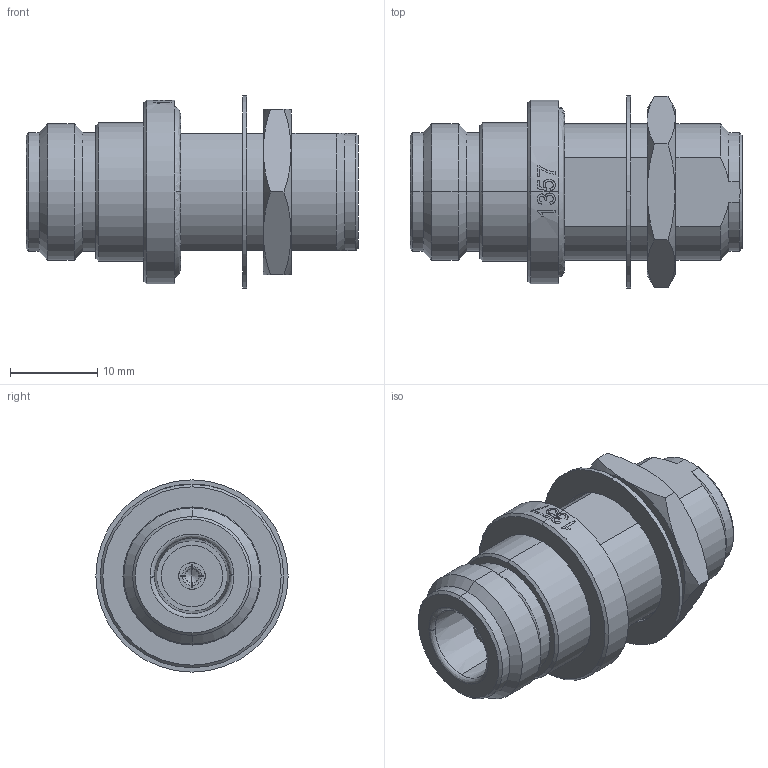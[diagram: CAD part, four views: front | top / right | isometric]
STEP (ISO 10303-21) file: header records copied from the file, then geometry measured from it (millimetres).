
FILE_DESCRIPTION (( 'STEP AP214' ), '1' );
FILE_NAME ('PE1357_3D.STEP', '2022-12-12T21:08:20', ( '' ), ( '' ), 'SwSTEP 2.0', 'SolidWorks 2022', '' );
FILE_SCHEMA (( 'AUTOMOTIVE_DESIGN' ));
Length unit declared in the file: inch
Products named in the file (5): Copy of AD-N8N8-BF-HS-E-6^PE1357; Copy of N8105-6^PE1357; Copy of AD-N8N8-BF-HS-EPDM^PE1357; PE1357_3D; Copy of N8105-8^PE1357
Assembly tree (4 placements, depth 2):
  PE1357_3D
    Copy of AD-N8N8-BF-HS-EPDM^PE1357
    Copy of N8105-6^PE1357
    Copy of N8105-8^PE1357
    Copy of AD-N8N8-BF-HS-E-6^PE1357
Bounding box: 38 x 22 x 22 mm (x, y, z)
Volume: 6743.7 mm3; surface area: 4839.7 mm2
Topology: 4 solids, 4 shells, 214 faces, 519 edges, 322 vertices
Faces by surface type: plane 68, bspline 64, cone 42, cylinder 40
Entity records: 9986 total; most frequent: CARTESIAN_POINT 5277, ORIENTED_EDGE 1030, DIRECTION 804, EDGE_CURVE 515, AXIS2_PLACEMENT_3D 340, VERTEX_POINT 322, EDGE_LOOP 233, ADVANCED_FACE 214
